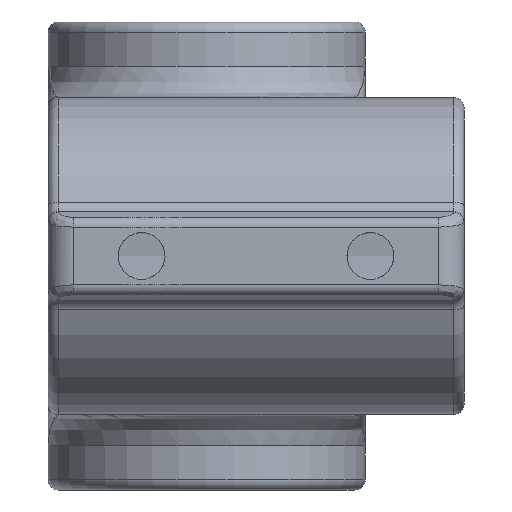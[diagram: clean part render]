
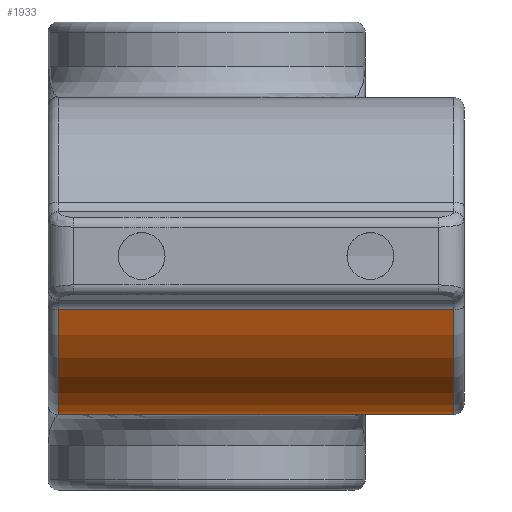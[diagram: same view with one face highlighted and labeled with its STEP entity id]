
A CAD part, front view. The second image highlights one B-rep face of the part: STEP entity #1933.
In plain terms, the highlighted cylindrical face has radius 30.5 mm (diameter 61 mm), a partial arc.
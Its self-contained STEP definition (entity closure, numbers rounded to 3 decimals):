
#83 = CARTESIAN_POINT ( 'NONE',  ( 47.5, -83.693, -10.342 ) ) ;
#152 = ORIENTED_EDGE ( 'NONE', *, *, #1294, .T. ) ;
#186 = DIRECTION ( 'NONE',  ( 1., 0., 0. ) ) ;
#194 = ORIENTED_EDGE ( 'NONE', *, *, #2402, .T. ) ;
#242 = DIRECTION ( 'NONE',  ( 0., 0., -1. ) ) ;
#279 = DIRECTION ( 'NONE',  ( 1., 0., 0. ) ) ;
#437 = DIRECTION ( 'NONE',  ( 0., 0., 1. ) ) ;
#440 = ORIENTED_EDGE ( 'NONE', *, *, #3449, .T. ) ;
#469 = CARTESIAN_POINT ( 'NONE',  ( -28.5, -55., 0. ) ) ;
#557 = ORIENTED_EDGE ( 'NONE', *, *, #647, .T. ) ;
#647 = EDGE_CURVE ( 'NONE', #3473, #1077, #2195, .T. ) ;
#704 = DIRECTION ( 'NONE',  ( 0., 0., 1. ) ) ;
#854 = DIRECTION ( 'NONE',  ( 1., 0., 0. ) ) ;
#866 = VERTEX_POINT ( 'NONE', #1924 ) ;
#1073 = VERTEX_POINT ( 'NONE', #83 ) ;
#1077 = VERTEX_POINT ( 'NONE', #2606 ) ;
#1258 = DIRECTION ( 'NONE',  ( -1., 0., 0. ) ) ;
#1294 = EDGE_CURVE ( 'NONE', #1077, #1706, #2106, .T. ) ;
#1360 = CARTESIAN_POINT ( 'NONE',  ( -30.5, -55., 0. ) ) ;
#1384 = CARTESIAN_POINT ( 'NONE',  ( -30.5, -55., -30.5 ) ) ;
#1484 = ORIENTED_EDGE ( 'NONE', *, *, #3096, .T. ) ;
#1558 = LINE ( 'NONE', #1768, #2635 ) ;
#1607 = AXIS2_PLACEMENT_3D ( 'NONE', #1360, #279, #242 ) ;
#1650 = CIRCLE ( 'NONE', #3424, 30.5 ) ;
#1706 = VERTEX_POINT ( 'NONE', #2126 ) ;
#1768 = CARTESIAN_POINT ( 'NONE',  ( -30.5, -83.693, -10.342 ) ) ;
#1889 = CIRCLE ( 'NONE', #2610, 30.5 ) ;
#1924 = CARTESIAN_POINT ( 'NONE',  ( -28.5, -83.693, -10.342 ) ) ;
#1933 = ADVANCED_FACE ( 'NONE', ( #3505 ), #2705, .T. ) ;
#2079 = DIRECTION ( 'NONE',  ( -1., 0., 0. ) ) ;
#2106 = LINE ( 'NONE', #1384, #2307 ) ;
#2126 = CARTESIAN_POINT ( 'NONE',  ( 47.5, -55., -30.5 ) ) ;
#2165 = DIRECTION ( 'NONE',  ( 1., 0., 0. ) ) ;
#2195 = LINE ( 'NONE', #2459, #2373 ) ;
#2291 = CARTESIAN_POINT ( 'NONE',  ( -28.5, -55., -30.5 ) ) ;
#2307 = VECTOR ( 'NONE', #854, 1000. ) ;
#2355 = CARTESIAN_POINT ( 'NONE',  ( 47.5, -55., 0. ) ) ;
#2373 = VECTOR ( 'NONE', #2165, 1000. ) ;
#2402 = EDGE_CURVE ( 'NONE', #1706, #1073, #1889, .T. ) ;
#2459 = CARTESIAN_POINT ( 'NONE',  ( -30.5, -55., -30.5 ) ) ;
#2606 = CARTESIAN_POINT ( 'NONE',  ( 36.5, -55., -30.5 ) ) ;
#2610 = AXIS2_PLACEMENT_3D ( 'NONE', #2355, #2079, #437 ) ;
#2635 = VECTOR ( 'NONE', #1258, 1000. ) ;
#2705 = CYLINDRICAL_SURFACE ( 'NONE', #1607, 30.5 ) ;
#3096 = EDGE_CURVE ( 'NONE', #866, #3473, #1650, .T. ) ;
#3424 = AXIS2_PLACEMENT_3D ( 'NONE', #469, #186, #704 ) ;
#3449 = EDGE_CURVE ( 'NONE', #1073, #866, #1558, .T. ) ;
#3473 = VERTEX_POINT ( 'NONE', #2291 ) ;
#3504 = EDGE_LOOP ( 'NONE', ( #557, #152, #194, #440, #1484 ) ) ;
#3505 = FACE_OUTER_BOUND ( 'NONE', #3504, .T. ) ;
